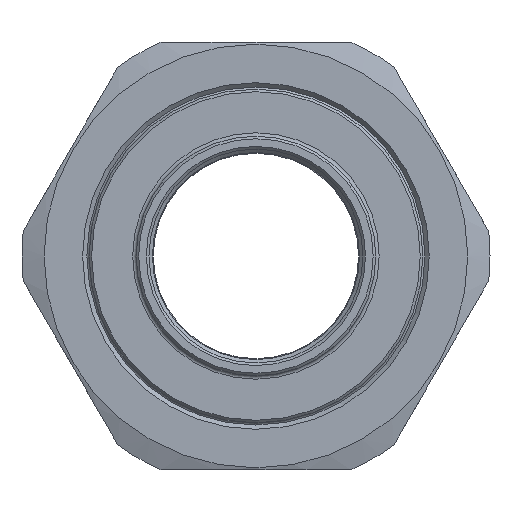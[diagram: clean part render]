
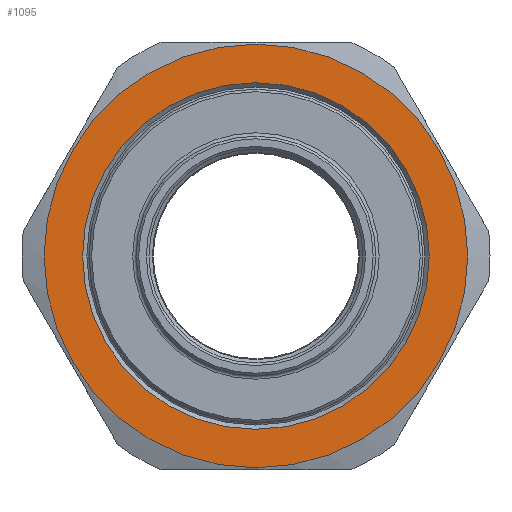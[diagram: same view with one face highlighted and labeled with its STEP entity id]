
A CAD part, left-side view. The second image highlights one B-rep face of the part: STEP entity #1095.
In plain terms, the highlighted planar face has unit normal (-1, 0, 0).
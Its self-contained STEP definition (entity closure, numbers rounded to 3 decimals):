
#46=FACE_BOUND('',#203,.T.);
#100=PLANE('',#1256);
#133=FACE_OUTER_BOUND('',#202,.T.);
#202=EDGE_LOOP('',(#820));
#203=EDGE_LOOP('',(#821));
#383=CIRCLE('',#1246,24.75);
#384=CIRCLE('',#1251,20.25);
#492=VERTEX_POINT('',#1893);
#493=VERTEX_POINT('',#1903);
#613=EDGE_CURVE('',#492,#492,#383,.T.);
#615=EDGE_CURVE('',#493,#493,#384,.T.);
#820=ORIENTED_EDGE('',*,*,#613,.T.);
#821=ORIENTED_EDGE('',*,*,#615,.F.);
#1095=ADVANCED_FACE('',(#133,#46),#100,.F.);
#1246=AXIS2_PLACEMENT_3D('',#1895,#1461,#1462);
#1251=AXIS2_PLACEMENT_3D('',#1904,#1471,#1472);
#1256=AXIS2_PLACEMENT_3D('',#1914,#1483,#1484);
#1461=DIRECTION('center_axis',(-1.,0.,0.));
#1462=DIRECTION('ref_axis',(0.,1.,0.));
#1471=DIRECTION('center_axis',(-1.,0.,0.));
#1472=DIRECTION('ref_axis',(0.,-1.,0.));
#1483=DIRECTION('center_axis',(1.,0.,0.));
#1484=DIRECTION('ref_axis',(0.,0.,-1.));
#1893=CARTESIAN_POINT('',(-18.5,-24.75,0.));
#1895=CARTESIAN_POINT('Origin',(-18.5,0.,0.));
#1903=CARTESIAN_POINT('',(-18.5,20.25,0.));
#1904=CARTESIAN_POINT('Origin',(-18.5,0.,0.));
#1914=CARTESIAN_POINT('Origin',(-18.5,0.,0.));
